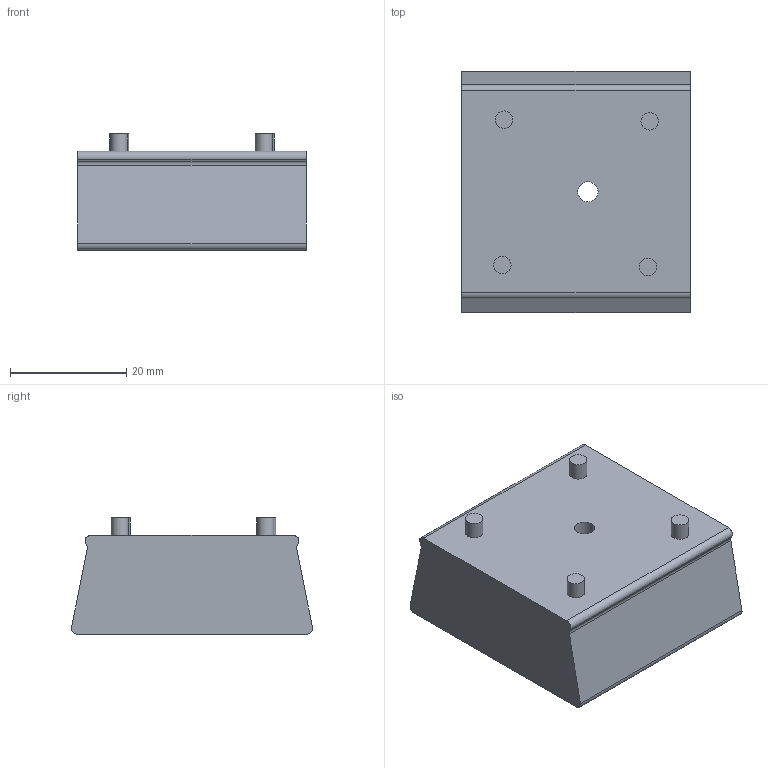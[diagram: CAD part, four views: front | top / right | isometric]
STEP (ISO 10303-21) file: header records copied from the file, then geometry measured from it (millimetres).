
FILE_DESCRIPTION(/* description */ (''),/* implementation_level */ '2;1');
FILE_NAME(/* name */ 'Base vixen.step',/* time_stamp */ '2025-10-26T17:35:19+01:00',/* author */ (''),/* organization */ (''),/* preprocessor_version */ 'ST-DEVELOPER v20.1',/* originating_system */ 'Autodesk Translation Framework v14.17.0.0',/* authorisation */ '');
FILE_SCHEMA (('AUTOMOTIVE_DESIGN { 1 0 10303 214 3 1 1 }'));
Length unit declared in the file: millimetre
Products named in the file (1): Base vixen
Bounding box: 39.36 x 41.56 x 20.03 mm (x, y, z)
Volume: 22740.1 mm3; surface area: 6215 mm2
Topology: 1 solids, 1 shells, 29 faces, 63 edges, 41 vertices
Faces by surface type: plane 13, cylinder 12, torus 3, cone 1
Full cylindrical faces by diameter (mm): 3 x4, 3.5 x1, 12 x1
Entity records: 849 total; most frequent: DIRECTION 155, CARTESIAN_POINT 134, ORIENTED_EDGE 126, EDGE_CURVE 63, AXIS2_PLACEMENT_3D 62, VERTEX_POINT 41, EDGE_LOOP 36, CIRCLE 32
